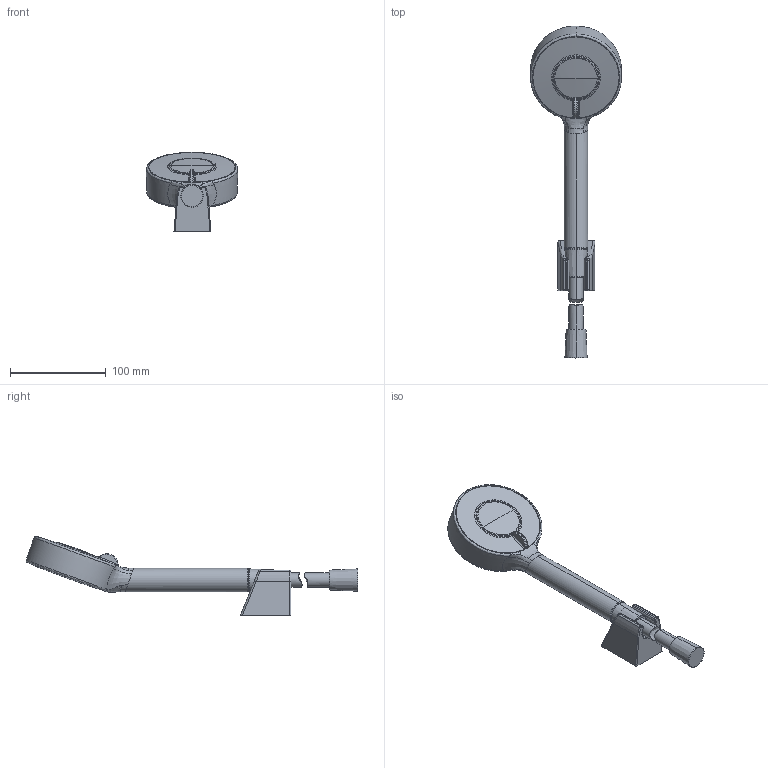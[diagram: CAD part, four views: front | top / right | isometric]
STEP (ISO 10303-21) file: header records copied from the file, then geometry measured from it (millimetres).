
FILE_DESCRIPTION (( 'STEP AP203' ), '1' );
FILE_NAME ('4468013333(2020).STEP', '2020-12-03T13:36:47', ( '' ), ( '' ), 'SwSTEP 2.0', 'SolidWorks 2016', '' );
FILE_SCHEMA (( 'CONFIG_CONTROL_DESIGN' ));
Length unit declared in the file: millimetre
Products named in the file (1): 4468013333(2020)
Bounding box: 94.96 x 346.08 x 82.78 mm (x, y, z)
Volume: 374340.3 mm3; surface area: 52404.2 mm2
Topology: 4 solids, 4 shells, 138 faces, 334 edges, 204 vertices
Faces by surface type: bspline 53, cylinder 33, torus 23, plane 16, cone 7, sphere 6
Entity records: 12559 total; most frequent: CARTESIAN_POINT 9742, ORIENTED_EDGE 656, DIRECTION 450, EDGE_CURVE 328, VERTEX_POINT 202, AXIS2_PLACEMENT_3D 195, EDGE_LOOP 142, B_SPLINE_CURVE_WITH_KNOTS 139
